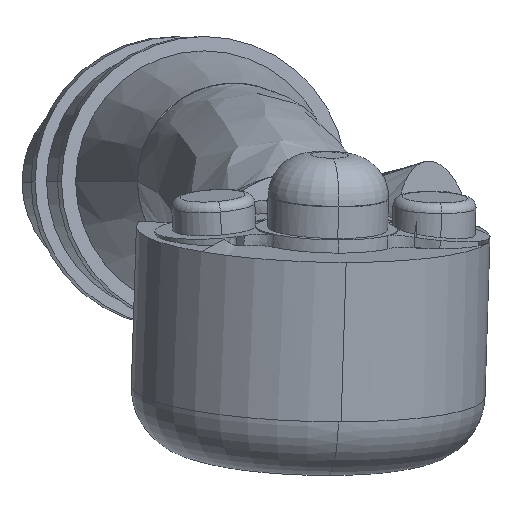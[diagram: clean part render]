
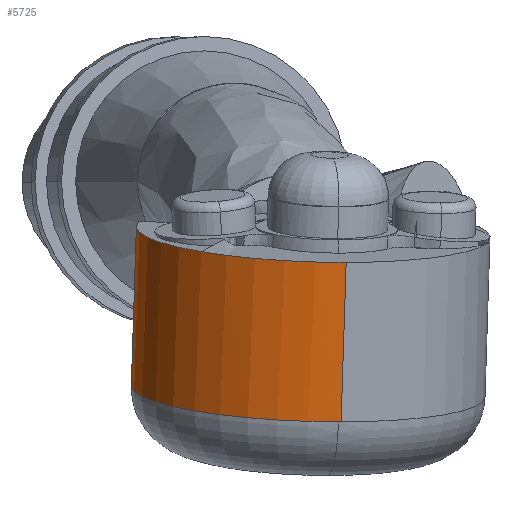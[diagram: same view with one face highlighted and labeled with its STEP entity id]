
A CAD part, top view. The second image highlights one B-rep face of the part: STEP entity #5725.
In plain terms, the highlighted cylindrical face has radius 2.829 mm (diameter 5.659 mm), a partial arc.
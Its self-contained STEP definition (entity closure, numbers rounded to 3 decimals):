
#215 = DIRECTION ( 'NONE',  ( 0.171, -0.173, 0.97 ) ) ;
#472 = EDGE_CURVE ( 'NONE', #6347, #485, #2973, .T. ) ;
#485 = VERTEX_POINT ( 'NONE', #6128 ) ;
#547 = ORIENTED_EDGE ( 'NONE', *, *, #9026, .F. ) ;
#714 = ORIENTED_EDGE ( 'NONE', *, *, #962, .T. ) ;
#962 = EDGE_CURVE ( 'NONE', #2942, #3063, #2718, .T. ) ;
#2502 = CARTESIAN_POINT ( 'NONE',  ( -41.071, 12.905, 81.182 ) ) ;
#2683 = LINE ( 'NONE', #2502, #8495 ) ;
#2718 = CIRCLE ( 'NONE', #7072, 2.829 ) ;
#2942 = VERTEX_POINT ( 'NONE', #8671 ) ;
#2973 = LINE ( 'NONE', #3495, #4714 ) ;
#3041 = CIRCLE ( 'NONE', #4700, 2.829 ) ;
#3063 = VERTEX_POINT ( 'NONE', #6331 ) ;
#3205 = DIRECTION ( 'NONE',  ( 0.171, -0.173, 0.97 ) ) ;
#3231 = DIRECTION ( 'NONE',  ( 0.031, 0.985, 0.17 ) ) ;
#3482 = DIRECTION ( 'NONE',  ( 0.031, 0.985, 0.17 ) ) ;
#3495 = CARTESIAN_POINT ( 'NONE',  ( -37.746, 12.541, 84.413 ) ) ;
#3768 = VERTEX_POINT ( 'NONE', #7757 ) ;
#4200 = CARTESIAN_POINT ( 'NONE',  ( -38.272, 13.03, 81.676 ) ) ;
#4250 = ORIENTED_EDGE ( 'NONE', *, *, #472, .T. ) ;
#4441 = DIRECTION ( 'NONE',  ( 0.031, 0.985, 0.17 ) ) ;
#4648 = CARTESIAN_POINT ( 'NONE',  ( -37.755, 12.25, 84.362 ) ) ;
#4700 = AXIS2_PLACEMENT_3D ( 'NONE', #8356, #3482, #215 ) ;
#4714 = VECTOR ( 'NONE', #4441, 1000. ) ;
#4873 = DIRECTION ( 'NONE',  ( 0.171, -0.173, 0.97 ) ) ;
#5289 = EDGE_CURVE ( 'NONE', #2942, #3768, #2683, .T. ) ;
#5546 = CIRCLE ( 'NONE', #8128, 2.829 ) ;
#5725 = ADVANCED_FACE ( 'NONE', ( #7621 ), #7870, .T. ) ;
#6128 = CARTESIAN_POINT ( 'NONE',  ( -37.674, 14.798, 84.803 ) ) ;
#6331 = CARTESIAN_POINT ( 'NONE',  ( -37.797, 12.25, 84.37 ) ) ;
#6347 = VERTEX_POINT ( 'NONE', #4648 ) ;
#6406 = DIRECTION ( 'NONE',  ( 0.031, 0.985, 0.17 ) ) ;
#6561 = EDGE_CURVE ( 'NONE', #3063, #6347, #5546, .T. ) ;
#6776 = AXIS2_PLACEMENT_3D ( 'NONE', #4200, #9885, #9922 ) ;
#6946 = ORIENTED_EDGE ( 'NONE', *, *, #5289, .F. ) ;
#7072 = AXIS2_PLACEMENT_3D ( 'NONE', #8992, #3231, #4873 ) ;
#7621 = FACE_OUTER_BOUND ( 'NONE', #8469, .T. ) ;
#7757 = CARTESIAN_POINT ( 'NONE',  ( -40.99, 15.453, 81.622 ) ) ;
#7870 = CYLINDRICAL_SURFACE ( 'NONE', #6776, 2.829 ) ;
#8040 = CARTESIAN_POINT ( 'NONE',  ( -38.281, 12.739, 81.626 ) ) ;
#8128 = AXIS2_PLACEMENT_3D ( 'NONE', #8040, #10422, #3205 ) ;
#8356 = CARTESIAN_POINT ( 'NONE',  ( -38.2, 15.287, 82.066 ) ) ;
#8469 = EDGE_LOOP ( 'NONE', ( #8642, #4250, #547, #6946, #714 ) ) ;
#8495 = VECTOR ( 'NONE', #6406, 1000. ) ;
#8642 = ORIENTED_EDGE ( 'NONE', *, *, #6561, .T. ) ;
#8671 = CARTESIAN_POINT ( 'NONE',  ( -41.071, 12.905, 81.182 ) ) ;
#8992 = CARTESIAN_POINT ( 'NONE',  ( -38.281, 12.739, 81.626 ) ) ;
#9026 = EDGE_CURVE ( 'NONE', #3768, #485, #3041, .T. ) ;
#9885 = DIRECTION ( 'NONE',  ( 0.031, 0.985, 0.17 ) ) ;
#9922 = DIRECTION ( 'NONE',  ( 0.186, -0.173, 0.967 ) ) ;
#10422 = DIRECTION ( 'NONE',  ( 0.031, 0.985, 0.17 ) ) ;
